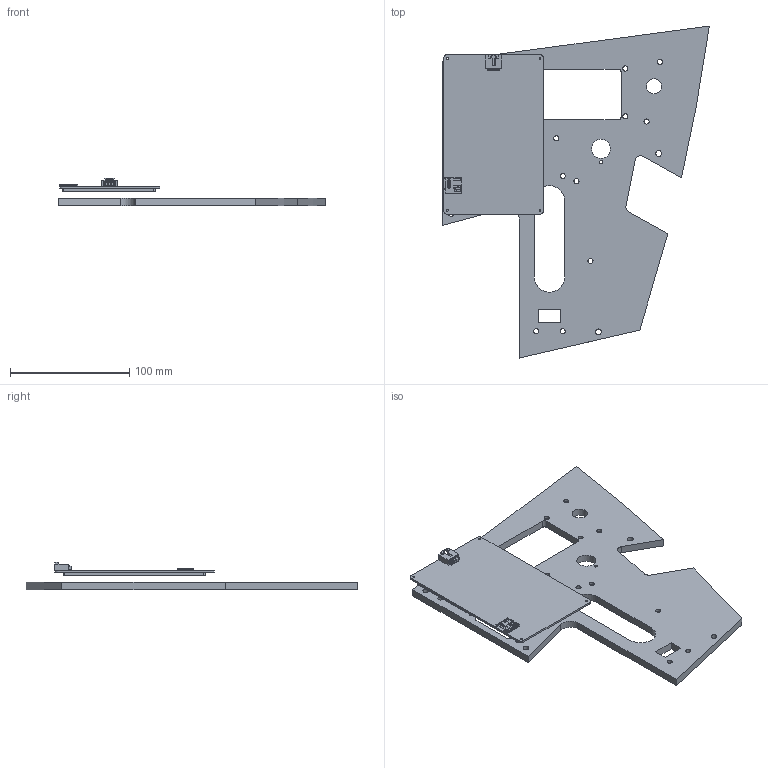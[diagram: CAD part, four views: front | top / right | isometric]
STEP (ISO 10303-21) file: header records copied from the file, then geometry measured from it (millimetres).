
FILE_DESCRIPTION(/* description */ (''),/* implementation_level */ '2;1');
FILE_NAME(/* name */ 'Right Panel abd Nextion v1.step',/* time_stamp */ '2021-01-25T06:47:48+10:00',/* author */ (''),/* organization */ (''),/* preprocessor_version */ 'ST-DEVELOPER v18.1',/* originating_system */ 'Autodesk Translation Framework v9.7.1.1290',/* authorisation */ '');
FILE_SCHEMA (('AUTOMOTIVE_DESIGN { 1 0 10303 214 3 1 1 }'));
Length unit declared in the file: inch
Products named in the file (2): Right Panel abd Nextion; Nextion 5"
Assembly tree (1 placements, depth 2):
  Right Panel abd Nextion
    Nextion 5"
Bounding box: 223.41 x 278.19 x 22.87 mm (x, y, z)
Volume: 228490.5 mm3; surface area: 98653.5 mm2
Topology: 18 solids, 18 shells, 1140 faces, 3158 edges, 2069 vertices
Faces by surface type: plane 847, cylinder 248, cone 23, bspline 20, torus 2
Full cylindrical faces by diameter (mm): 0.3 x4, 0.75 x2, 1.6 x4, 2.705 x1, 4.305 x18, 4.915 x4, 12.7 x1, 15.875 x1, 39.37 x1
Entity records: 42917 total; most frequent: CARTESIAN_POINT 12197, ORIENTED_EDGE 6316, DIRECTION 5840, EDGE_CURVE 3158, LINE 2570, VECTOR 2570, VERTEX_POINT 2069, AXIS2_PLACEMENT_3D 1635
